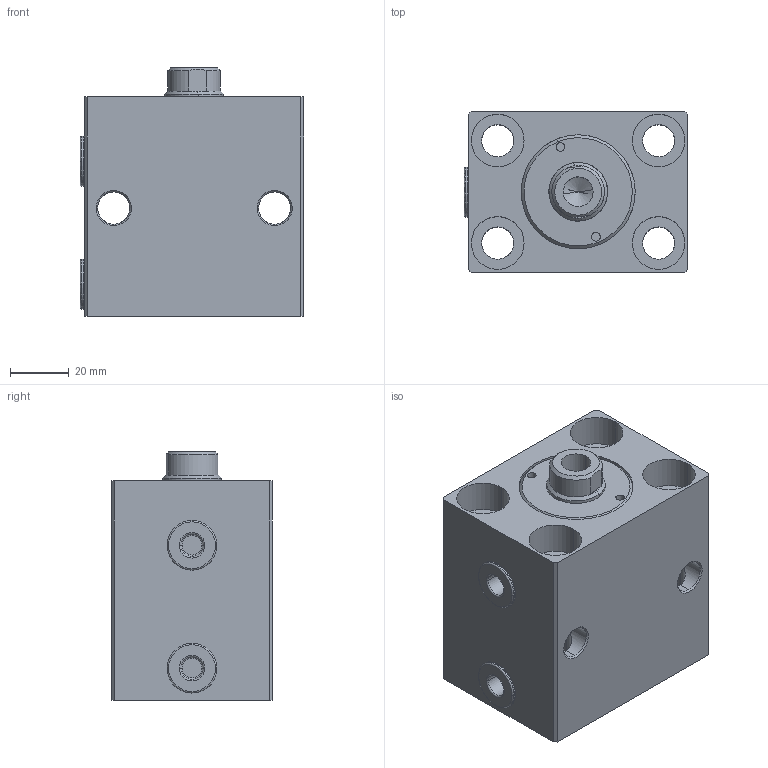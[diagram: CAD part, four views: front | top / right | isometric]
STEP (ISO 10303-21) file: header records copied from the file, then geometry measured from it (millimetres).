
FILE_DESCRIPTION (( 'STEP AP203' ), '1' );
FILE_NAME ('HBC-32DX25N邧雄詢揤詰.STEP', '2019-04-29T03:20:34', ( 'User' ), ( 'china' ), 'SwSTEP 2.0', 'SolidWorks 2018', '' );
FILE_SCHEMA (( 'CONFIG_CONTROL_DESIGN' ));
Length unit declared in the file: millimetre
Products named in the file (5): ヶ裔2; HBC-32DX25N邧雄詢揤詰; 掛25; 黑; 活塞杆25
Assembly tree (5 placements, depth 2):
  HBC-32DX25N邧雄詢揤詰
    掛25
    黑  x2
    活塞杆25
    ヶ裔2
Bounding box: 76.5 x 55 x 85 mm (x, y, z)
Volume: 253115.2 mm3; surface area: 62484.3 mm2
Topology: 5 solids, 5 shells, 233 faces, 566 edges, 350 vertices
Faces by surface type: cylinder 136, plane 43, torus 30, cone 20, bspline 4
Entity records: 10031 total; most frequent: CARTESIAN_POINT 4735, ORIENTED_EDGE 1052, DIRECTION 976, EDGE_CURVE 526, AXIS2_PLACEMENT_3D 395, VERTEX_POINT 328, EDGE_LOOP 246, ADVANCED_FACE 213
